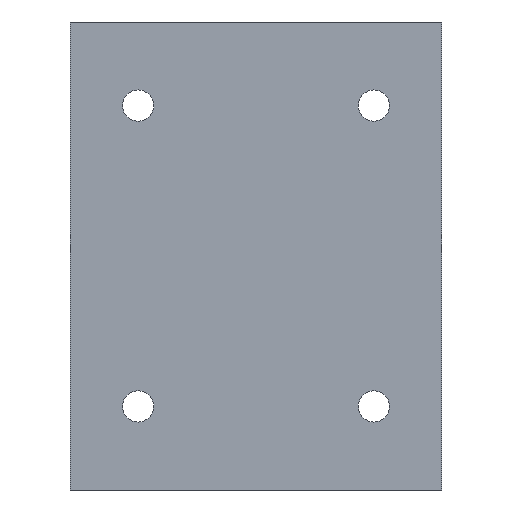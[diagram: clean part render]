
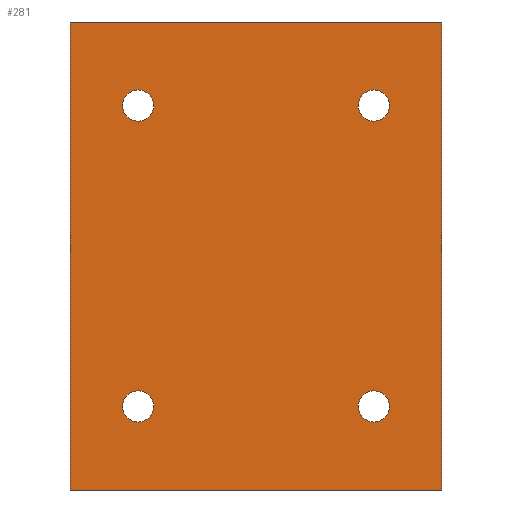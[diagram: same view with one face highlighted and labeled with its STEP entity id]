
A CAD part, front view. The second image highlights one B-rep face of the part: STEP entity #281.
In plain terms, the highlighted planar face has unit normal (0, -1, 0).
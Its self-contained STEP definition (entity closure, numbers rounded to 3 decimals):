
#28=FACE_BOUND('',#78,.T.);
#29=FACE_BOUND('',#79,.T.);
#30=FACE_BOUND('',#80,.T.);
#31=FACE_BOUND('',#81,.T.);
#39=CIRCLE('',#318,2.1);
#40=CIRCLE('',#319,2.1);
#41=CIRCLE('',#320,2.1);
#42=CIRCLE('',#321,2.1);
#55=FACE_OUTER_BOUND('',#77,.T.);
#77=EDGE_LOOP('',(#220,#221,#222,#223));
#78=EDGE_LOOP('',(#224));
#79=EDGE_LOOP('',(#225));
#80=EDGE_LOOP('',(#226));
#81=EDGE_LOOP('',(#227));
#95=LINE('',#432,#115);
#99=LINE('',#440,#119);
#102=LINE('',#446,#122);
#105=LINE('',#451,#125);
#115=VECTOR('',#344,63.);
#119=VECTOR('',#350,50.);
#122=VECTOR('',#355,63.);
#125=VECTOR('',#360,50.);
#135=VERTEX_POINT('',#430);
#136=VERTEX_POINT('',#431);
#139=VERTEX_POINT('',#439);
#141=VERTEX_POINT('',#445);
#148=VERTEX_POINT('',#465);
#149=VERTEX_POINT('',#467);
#150=VERTEX_POINT('',#469);
#151=VERTEX_POINT('',#471);
#159=EDGE_CURVE('',#135,#136,#95,.T.);
#163=EDGE_CURVE('',#136,#139,#99,.T.);
#166=EDGE_CURVE('',#139,#141,#102,.T.);
#169=EDGE_CURVE('',#141,#135,#105,.T.);
#176=EDGE_CURVE('',#148,#148,#39,.T.);
#177=EDGE_CURVE('',#149,#149,#40,.T.);
#178=EDGE_CURVE('',#150,#150,#41,.T.);
#179=EDGE_CURVE('',#151,#151,#42,.T.);
#220=ORIENTED_EDGE('',*,*,#159,.F.);
#221=ORIENTED_EDGE('',*,*,#169,.F.);
#222=ORIENTED_EDGE('',*,*,#166,.F.);
#223=ORIENTED_EDGE('',*,*,#163,.F.);
#224=ORIENTED_EDGE('',*,*,#176,.F.);
#225=ORIENTED_EDGE('',*,*,#177,.F.);
#226=ORIENTED_EDGE('',*,*,#178,.F.);
#227=ORIENTED_EDGE('',*,*,#179,.F.);
#272=PLANE('',#317);
#281=ADVANCED_FACE('',(#55,#28,#29,#30,#31),#272,.F.);
#317=AXIS2_PLACEMENT_3D('',#464,#374,#375);
#318=AXIS2_PLACEMENT_3D('',#466,#376,#377);
#319=AXIS2_PLACEMENT_3D('',#468,#378,#379);
#320=AXIS2_PLACEMENT_3D('',#470,#380,#381);
#321=AXIS2_PLACEMENT_3D('',#472,#382,#383);
#344=DIRECTION('',(0.,0.,1.));
#350=DIRECTION('',(1.,0.,0.));
#355=DIRECTION('',(0.,0.,-1.));
#360=DIRECTION('',(-1.,0.,0.));
#374=DIRECTION('center_axis',(0.,1.,0.));
#375=DIRECTION('ref_axis',(0.,0.,1.));
#376=DIRECTION('center_axis',(0.,-1.,0.));
#377=DIRECTION('ref_axis',(0.,0.,1.));
#378=DIRECTION('center_axis',(0.,-1.,0.));
#379=DIRECTION('ref_axis',(0.,0.,1.));
#380=DIRECTION('center_axis',(0.,-1.,0.));
#381=DIRECTION('ref_axis',(0.,0.,-1.));
#382=DIRECTION('center_axis',(0.,-1.,0.));
#383=DIRECTION('ref_axis',(0.,0.,-1.));
#430=CARTESIAN_POINT('',(-25.,0.,-31.5));
#431=CARTESIAN_POINT('',(-25.,0.,31.5));
#432=CARTESIAN_POINT('',(-25.,0.,-31.5));
#439=CARTESIAN_POINT('',(25.,0.,31.5));
#440=CARTESIAN_POINT('',(-25.,0.,31.5));
#445=CARTESIAN_POINT('',(25.,0.,-31.5));
#446=CARTESIAN_POINT('',(25.,0.,31.5));
#451=CARTESIAN_POINT('',(25.,0.,-31.5));
#464=CARTESIAN_POINT('Origin',(0.,0.,0.));
#465=CARTESIAN_POINT('',(15.875,0.,22.35));
#466=CARTESIAN_POINT('Origin',(15.875,0.,20.25));
#467=CARTESIAN_POINT('',(-15.875,0.,22.35));
#468=CARTESIAN_POINT('Origin',(-15.875,0.,20.25));
#469=CARTESIAN_POINT('',(-15.875,0.,-18.15));
#470=CARTESIAN_POINT('Origin',(-15.875,0.,-20.25));
#471=CARTESIAN_POINT('',(15.875,0.,-18.15));
#472=CARTESIAN_POINT('Origin',(15.875,0.,-20.25));
